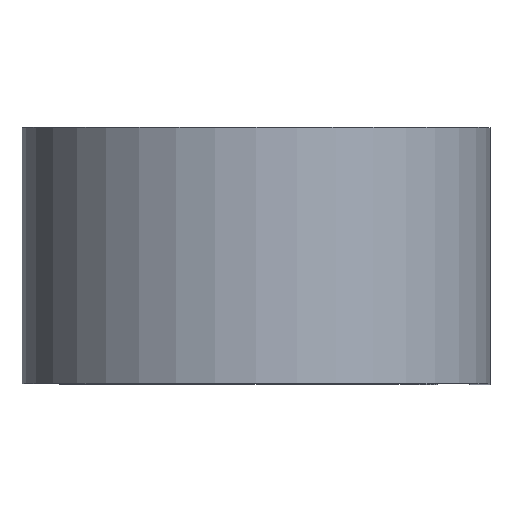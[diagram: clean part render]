
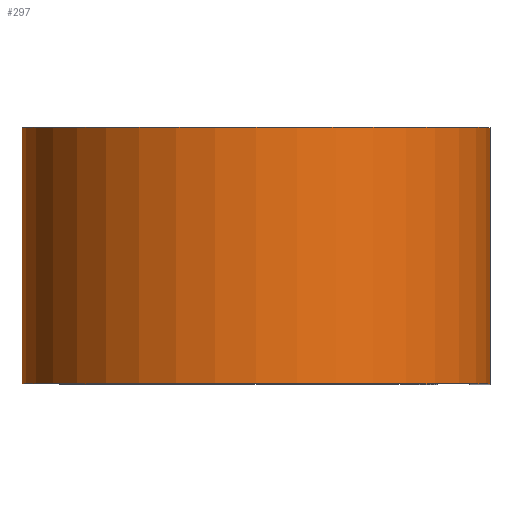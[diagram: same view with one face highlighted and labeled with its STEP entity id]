
A CAD part, top view. The second image highlights one B-rep face of the part: STEP entity #297.
In plain terms, the highlighted cylindrical face has radius 17.399 mm (diameter 34.798 mm), a partial arc.
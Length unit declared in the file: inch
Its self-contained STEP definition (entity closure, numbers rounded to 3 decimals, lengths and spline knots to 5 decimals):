
#23 = CARTESIAN_POINT ( 'NONE',  ( 0.685, -0.375, 0. ) ) ;
#29 = CARTESIAN_POINT ( 'NONE',  ( 0., 0.375, -0.685 ) ) ;
#70 = CARTESIAN_POINT ( 'NONE',  ( 0., 0.375, 0. ) ) ;
#91 = CARTESIAN_POINT ( 'NONE',  ( 0., 0.375, -0.685 ) ) ;
#104 = DIRECTION ( 'NONE',  ( 0., 0., -1. ) ) ;
#117 = ORIENTED_EDGE ( 'NONE', *, *, #480, .F. ) ;
#181 = VERTEX_POINT ( 'NONE', #23 ) ;
#199 = AXIS2_PLACEMENT_3D ( 'NONE', #70, #497, #495 ) ;
#207 = FACE_OUTER_BOUND ( 'NONE', #453, .T. ) ;
#208 = CARTESIAN_POINT ( 'NONE',  ( 0., 0.375, 0. ) ) ;
#209 = VERTEX_POINT ( 'NONE', #623 ) ;
#219 = CIRCLE ( 'NONE', #199, 0.685 ) ;
#229 = DIRECTION ( 'NONE',  ( 0., -1., 0. ) ) ;
#231 = DIRECTION ( 'NONE',  ( 0., -1., 0. ) ) ;
#235 = VECTOR ( 'NONE', #356, 39.37008 ) ;
#237 = AXIS2_PLACEMENT_3D ( 'NONE', #566, #568, #596 ) ;
#238 = CARTESIAN_POINT ( 'NONE',  ( 0.685, 0.375, 0. ) ) ;
#243 = EDGE_CURVE ( 'NONE', #463, #336, #309, .T. ) ;
#273 = EDGE_CURVE ( 'NONE', #463, #209, #219, .T. ) ;
#297 = ADVANCED_FACE ( 'NONE', ( #207 ), #549, .T. ) ;
#309 = LINE ( 'NONE', #91, #235 ) ;
#320 = AXIS2_PLACEMENT_3D ( 'NONE', #208, #231, #104 ) ;
#329 = EDGE_CURVE ( 'NONE', #336, #181, #542, .T. ) ;
#336 = VERTEX_POINT ( 'NONE', #535 ) ;
#356 = DIRECTION ( 'NONE',  ( 0., -1., 0. ) ) ;
#403 = ORIENTED_EDGE ( 'NONE', *, *, #329, .T. ) ;
#444 = ORIENTED_EDGE ( 'NONE', *, *, #243, .T. ) ;
#453 = EDGE_LOOP ( 'NONE', ( #403, #117, #472, #444 ) ) ;
#463 = VERTEX_POINT ( 'NONE', #29 ) ;
#472 = ORIENTED_EDGE ( 'NONE', *, *, #273, .F. ) ;
#480 = EDGE_CURVE ( 'NONE', #209, #181, #516, .T. ) ;
#495 = DIRECTION ( 'NONE',  ( 1., 0., 0. ) ) ;
#497 = DIRECTION ( 'NONE',  ( 0., 1., 0. ) ) ;
#516 = LINE ( 'NONE', #238, #525 ) ;
#525 = VECTOR ( 'NONE', #229, 39.37008 ) ;
#535 = CARTESIAN_POINT ( 'NONE',  ( 0., -0.375, -0.685 ) ) ;
#542 = CIRCLE ( 'NONE', #237, 0.685 ) ;
#549 = CYLINDRICAL_SURFACE ( 'NONE', #320, 0.685 ) ;
#566 = CARTESIAN_POINT ( 'NONE',  ( 0., -0.375, 0. ) ) ;
#568 = DIRECTION ( 'NONE',  ( 0., 1., 0. ) ) ;
#596 = DIRECTION ( 'NONE',  ( 1., 0., 0. ) ) ;
#623 = CARTESIAN_POINT ( 'NONE',  ( 0.685, 0.375, 0. ) ) ;
